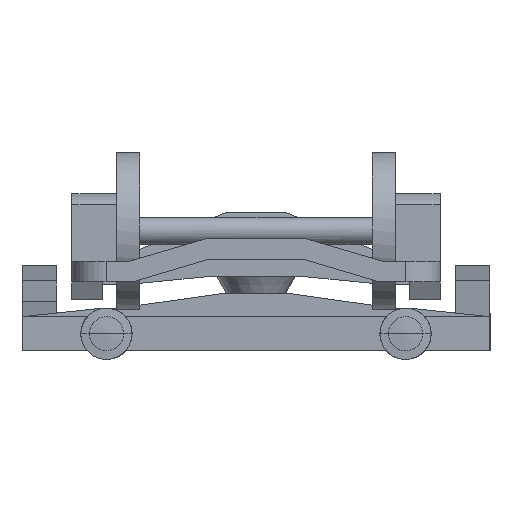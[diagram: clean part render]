
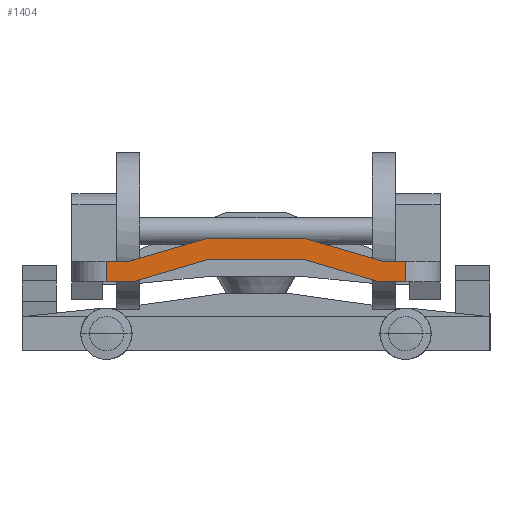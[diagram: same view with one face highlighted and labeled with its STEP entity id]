
A CAD part, left-side view. The second image highlights one B-rep face of the part: STEP entity #1404.
In plain terms, the highlighted planar face has unit normal (-1, 0, 0).
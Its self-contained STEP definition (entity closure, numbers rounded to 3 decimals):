
#347 = CARTESIAN_POINT ( 'NONE',  ( -14588.568, -877.5, -637.085 ) ) ;
#791 = EDGE_CURVE ( 'NONE', #18264, #20246, #4831, .T. ) ;
#890 = CARTESIAN_POINT ( 'NONE',  ( -14588.568, 278.902, -623.787 ) ) ;
#1288 = CARTESIAN_POINT ( 'NONE',  ( -14588.568, -775.835, -757.085 ) ) ;
#1404 = ADVANCED_FACE ( 'NONE', ( #15085 ), #12851, .F. ) ;
#1413 = CARTESIAN_POINT ( 'NONE',  ( -14588.568, -877.5, -677.085 ) ) ;
#1667 = CARTESIAN_POINT ( 'NONE',  ( -14588.568, 98.646, -504.98 ) ) ;
#1832 = EDGE_CURVE ( 'NONE', #21806, #18264, #18942, .T. ) ;
#2207 = CARTESIAN_POINT ( 'NONE',  ( -14588.568, -295.939, -504.98 ) ) ;
#2340 = CARTESIAN_POINT ( 'NONE',  ( -14588.568, -790.566, -637.085 ) ) ;
#4142 = CARTESIAN_POINT ( 'NONE',  ( -14588.568, 295.939, -504.98 ) ) ;
#4831 = B_SPLINE_CURVE_WITH_KNOTS ( 'NONE', 3,
 ( #13728, #2340, #20705, #20561 ),
 .UNSPECIFIED., .F., .F.,
 ( 4, 4 ),
 ( 0., 1. ),
 .UNSPECIFIED. ) ;
#5131 = CARTESIAN_POINT ( 'NONE',  ( -14588.568, 790.566, -637.085 ) ) ;
#5958 = ORIENTED_EDGE ( 'NONE', *, *, #7941, .F. ) ;
#6064 = CARTESIAN_POINT ( 'NONE',  ( -14588.568, 596.712, -593.05 ) ) ;
#6547 = EDGE_CURVE ( 'NONE', #20649, #18802, #15780, .T. ) ;
#7139 = VERTEX_POINT ( 'NONE', #10651 ) ;
#7941 = EDGE_CURVE ( 'NONE', #13755, #15934, #17191, .T. ) ;
#8797 = CARTESIAN_POINT ( 'NONE',  ( -14588.568, 877.5, -637.085 ) ) ;
#8961 = EDGE_CURVE ( 'NONE', #20649, #27880, #14981, .T. ) ;
#9344 = EDGE_CURVE ( 'NONE', #15934, #28179, #18218, .T. ) ;
#9503 = CARTESIAN_POINT ( 'NONE',  ( -14588.568, 834.033, -637.085 ) ) ;
#9585 = B_SPLINE_CURVE_WITH_KNOTS ( 'NONE', 3,
 ( #28421, #1288, #26891, #17835 ),
 .UNSPECIFIED., .F., .F.,
 ( 4, 4 ),
 ( 0., 1. ),
 .UNSPECIFIED. ) ;
#10296 = ORIENTED_EDGE ( 'NONE', *, *, #9344, .F. ) ;
#10313 = EDGE_CURVE ( 'NONE', #18802, #7139, #23378, .T. ) ;
#10437 = CARTESIAN_POINT ( 'NONE',  ( -14588.568, -596.712, -593.05 ) ) ;
#10651 = CARTESIAN_POINT ( 'NONE',  ( -14588.568, -725.002, -757.085 ) ) ;
#10671 = CARTESIAN_POINT ( 'NONE',  ( -14588.568, 295.939, -504.98 ) ) ;
#11645 = CARTESIAN_POINT ( 'NONE',  ( -14588.568, -877.5, -757.085 ) ) ;
#11819 = B_SPLINE_CURVE_WITH_KNOTS ( 'NONE', 3,
 ( #28670, #1413, #19332, #26751 ),
 .UNSPECIFIED., .F., .F.,
 ( 4, 4 ),
 ( 0., 1. ),
 .UNSPECIFIED. ) ;
#11964 = EDGE_CURVE ( 'NONE', #28179, #21806, #13989, .T. ) ;
#12651 = AXIS2_PLACEMENT_3D ( 'NONE', #21894, #17759, #26960 ) ;
#12667 = CARTESIAN_POINT ( 'NONE',  ( -14588.568, -446.325, -549.015 ) ) ;
#12780 = CARTESIAN_POINT ( 'NONE',  ( -14588.568, 278.902, -623.787 ) ) ;
#12851 = PLANE ( 'NONE',  #12651 ) ;
#12977 = EDGE_CURVE ( 'NONE', #15733, #13755, #21898, .T. ) ;
#13093 = CARTESIAN_POINT ( 'NONE',  ( -14588.568, 877.5, -637.085 ) ) ;
#13111 = ORIENTED_EDGE ( 'NONE', *, *, #10313, .T. ) ;
#13118 = CARTESIAN_POINT ( 'NONE',  ( -14588.568, 446.325, -549.015 ) ) ;
#13560 = ORIENTED_EDGE ( 'NONE', *, *, #12977, .F. ) ;
#13728 = CARTESIAN_POINT ( 'NONE',  ( -14588.568, -747.099, -637.085 ) ) ;
#13755 = VERTEX_POINT ( 'NONE', #8797 ) ;
#13989 = B_SPLINE_CURVE_WITH_KNOTS ( 'NONE', 3,
 ( #10671, #1667, #19056, #16676 ),
 .UNSPECIFIED., .F., .F.,
 ( 4, 4 ),
 ( 0., 1. ),
 .UNSPECIFIED. ) ;
#14449 = CARTESIAN_POINT ( 'NONE',  ( -14588.568, -427.602, -668.22 ) ) ;
#14491 = EDGE_CURVE ( 'NONE', #15733, #27880, #17254, .T. ) ;
#14586 = CARTESIAN_POINT ( 'NONE',  ( -14588.568, -576.302, -712.653 ) ) ;
#14620 = CARTESIAN_POINT ( 'NONE',  ( -14588.568, 278.902, -623.787 ) ) ;
#14981 = B_SPLINE_CURVE_WITH_KNOTS ( 'NONE', 3,
 ( #890, #17206, #16605, #18982 ),
 .UNSPECIFIED., .F., .F.,
 ( 4, 4 ),
 ( 0., 1. ),
 .UNSPECIFIED. ) ;
#15085 = FACE_OUTER_BOUND ( 'NONE', #27307, .T. ) ;
#15362 = CARTESIAN_POINT ( 'NONE',  ( -14588.568, 747.099, -637.085 ) ) ;
#15518 = CARTESIAN_POINT ( 'NONE',  ( -14588.568, 725.002, -757.085 ) ) ;
#15733 = VERTEX_POINT ( 'NONE', #16998 ) ;
#15780 = B_SPLINE_CURVE_WITH_KNOTS ( 'NONE', 3,
 ( #14620, #23821, #23513, #23971 ),
 .UNSPECIFIED., .F., .F.,
 ( 4, 4 ),
 ( 0., 1. ),
 .UNSPECIFIED. ) ;
#15877 = CARTESIAN_POINT ( 'NONE',  ( -14588.568, 826.667, -757.085 ) ) ;
#15922 = CARTESIAN_POINT ( 'NONE',  ( -14588.568, 747.099, -637.085 ) ) ;
#15934 = VERTEX_POINT ( 'NONE', #22737 ) ;
#16000 = ORIENTED_EDGE ( 'NONE', *, *, #6547, .T. ) ;
#16605 = CARTESIAN_POINT ( 'NONE',  ( -14588.568, 576.302, -712.653 ) ) ;
#16676 = CARTESIAN_POINT ( 'NONE',  ( -14588.568, -295.939, -504.98 ) ) ;
#16851 = EDGE_CURVE ( 'NONE', #20246, #26837, #11819, .T. ) ;
#16998 = CARTESIAN_POINT ( 'NONE',  ( -14588.568, 877.5, -757.085 ) ) ;
#17191 = B_SPLINE_CURVE_WITH_KNOTS ( 'NONE', 3,
 ( #13093, #9503, #5131, #15922 ),
 .UNSPECIFIED., .F., .F.,
 ( 4, 4 ),
 ( 0., 1. ),
 .UNSPECIFIED. ) ;
#17206 = CARTESIAN_POINT ( 'NONE',  ( -14588.568, 427.602, -668.22 ) ) ;
#17225 = CARTESIAN_POINT ( 'NONE',  ( -14588.568, 295.939, -504.98 ) ) ;
#17254 = B_SPLINE_CURVE_WITH_KNOTS ( 'NONE', 3,
 ( #23114, #15877, #18409, #22970 ),
 .UNSPECIFIED., .F., .F.,
 ( 4, 4 ),
 ( 0., 1. ),
 .UNSPECIFIED. ) ;
#17759 = DIRECTION ( 'NONE',  ( 1., 0., 0. ) ) ;
#17835 = CARTESIAN_POINT ( 'NONE',  ( -14588.568, -877.5, -757.085 ) ) ;
#18040 = ORIENTED_EDGE ( 'NONE', *, *, #16851, .F. ) ;
#18218 = B_SPLINE_CURVE_WITH_KNOTS ( 'NONE', 3,
 ( #15362, #6064, #13118, #4142 ),
 .UNSPECIFIED., .F., .F.,
 ( 4, 4 ),
 ( 0., 1. ),
 .UNSPECIFIED. ) ;
#18264 = VERTEX_POINT ( 'NONE', #19880 ) ;
#18409 = CARTESIAN_POINT ( 'NONE',  ( -14588.568, 775.835, -757.085 ) ) ;
#18739 = CARTESIAN_POINT ( 'NONE',  ( -14588.568, -278.902, -623.787 ) ) ;
#18802 = VERTEX_POINT ( 'NONE', #18739 ) ;
#18942 = B_SPLINE_CURVE_WITH_KNOTS ( 'NONE', 3,
 ( #23794, #12667, #10437, #26336 ),
 .UNSPECIFIED., .F., .F.,
 ( 4, 4 ),
 ( 0., 1. ),
 .UNSPECIFIED. ) ;
#18949 = ORIENTED_EDGE ( 'NONE', *, *, #24633, .T. ) ;
#18982 = CARTESIAN_POINT ( 'NONE',  ( -14588.568, 725.002, -757.085 ) ) ;
#19056 = CARTESIAN_POINT ( 'NONE',  ( -14588.568, -98.646, -504.98 ) ) ;
#19332 = CARTESIAN_POINT ( 'NONE',  ( -14588.568, -877.5, -717.085 ) ) ;
#19353 = CARTESIAN_POINT ( 'NONE',  ( -14588.568, -278.902, -623.787 ) ) ;
#19880 = CARTESIAN_POINT ( 'NONE',  ( -14588.568, -747.099, -637.085 ) ) ;
#20246 = VERTEX_POINT ( 'NONE', #347 ) ;
#20561 = CARTESIAN_POINT ( 'NONE',  ( -14588.568, -877.5, -637.085 ) ) ;
#20649 = VERTEX_POINT ( 'NONE', #12780 ) ;
#20705 = CARTESIAN_POINT ( 'NONE',  ( -14588.568, -834.033, -637.085 ) ) ;
#21728 = ORIENTED_EDGE ( 'NONE', *, *, #11964, .F. ) ;
#21771 = ORIENTED_EDGE ( 'NONE', *, *, #8961, .F. ) ;
#21806 = VERTEX_POINT ( 'NONE', #2207 ) ;
#21894 = CARTESIAN_POINT ( 'NONE',  ( -14588.568, 0., -910. ) ) ;
#21898 = B_SPLINE_CURVE_WITH_KNOTS ( 'NONE', 3,
 ( #22087, #24314, #26732, #26579 ),
 .UNSPECIFIED., .F., .F.,
 ( 4, 4 ),
 ( 0., 1. ),
 .UNSPECIFIED. ) ;
#22087 = CARTESIAN_POINT ( 'NONE',  ( -14588.568, 877.5, -757.085 ) ) ;
#22737 = CARTESIAN_POINT ( 'NONE',  ( -14588.568, 747.099, -637.085 ) ) ;
#22970 = CARTESIAN_POINT ( 'NONE',  ( -14588.568, 725.002, -757.085 ) ) ;
#23114 = CARTESIAN_POINT ( 'NONE',  ( -14588.568, 877.5, -757.085 ) ) ;
#23378 = B_SPLINE_CURVE_WITH_KNOTS ( 'NONE', 3,
 ( #19353, #14449, #14586, #25581 ),
 .UNSPECIFIED., .F., .F.,
 ( 4, 4 ),
 ( 0., 1. ),
 .UNSPECIFIED. ) ;
#23513 = CARTESIAN_POINT ( 'NONE',  ( -14588.568, -92.967, -623.787 ) ) ;
#23794 = CARTESIAN_POINT ( 'NONE',  ( -14588.568, -295.939, -504.98 ) ) ;
#23821 = CARTESIAN_POINT ( 'NONE',  ( -14588.568, 92.967, -623.787 ) ) ;
#23971 = CARTESIAN_POINT ( 'NONE',  ( -14588.568, -278.902, -623.787 ) ) ;
#24314 = CARTESIAN_POINT ( 'NONE',  ( -14588.568, 877.5, -717.085 ) ) ;
#24633 = EDGE_CURVE ( 'NONE', #7139, #26837, #9585, .T. ) ;
#25581 = CARTESIAN_POINT ( 'NONE',  ( -14588.568, -725.002, -757.085 ) ) ;
#26029 = ORIENTED_EDGE ( 'NONE', *, *, #791, .F. ) ;
#26336 = CARTESIAN_POINT ( 'NONE',  ( -14588.568, -747.099, -637.085 ) ) ;
#26579 = CARTESIAN_POINT ( 'NONE',  ( -14588.568, 877.5, -637.085 ) ) ;
#26732 = CARTESIAN_POINT ( 'NONE',  ( -14588.568, 877.5, -677.085 ) ) ;
#26751 = CARTESIAN_POINT ( 'NONE',  ( -14588.568, -877.5, -757.085 ) ) ;
#26837 = VERTEX_POINT ( 'NONE', #11645 ) ;
#26891 = CARTESIAN_POINT ( 'NONE',  ( -14588.568, -826.667, -757.085 ) ) ;
#26960 = DIRECTION ( 'NONE',  ( 0., 0., 1. ) ) ;
#27307 = EDGE_LOOP ( 'NONE', ( #21771, #16000, #13111, #18949, #18040, #26029, #27650, #21728, #10296, #5958, #13560, #28220 ) ) ;
#27650 = ORIENTED_EDGE ( 'NONE', *, *, #1832, .F. ) ;
#27880 = VERTEX_POINT ( 'NONE', #15518 ) ;
#28179 = VERTEX_POINT ( 'NONE', #17225 ) ;
#28220 = ORIENTED_EDGE ( 'NONE', *, *, #14491, .T. ) ;
#28421 = CARTESIAN_POINT ( 'NONE',  ( -14588.568, -725.002, -757.085 ) ) ;
#28670 = CARTESIAN_POINT ( 'NONE',  ( -14588.568, -877.5, -637.085 ) ) ;
